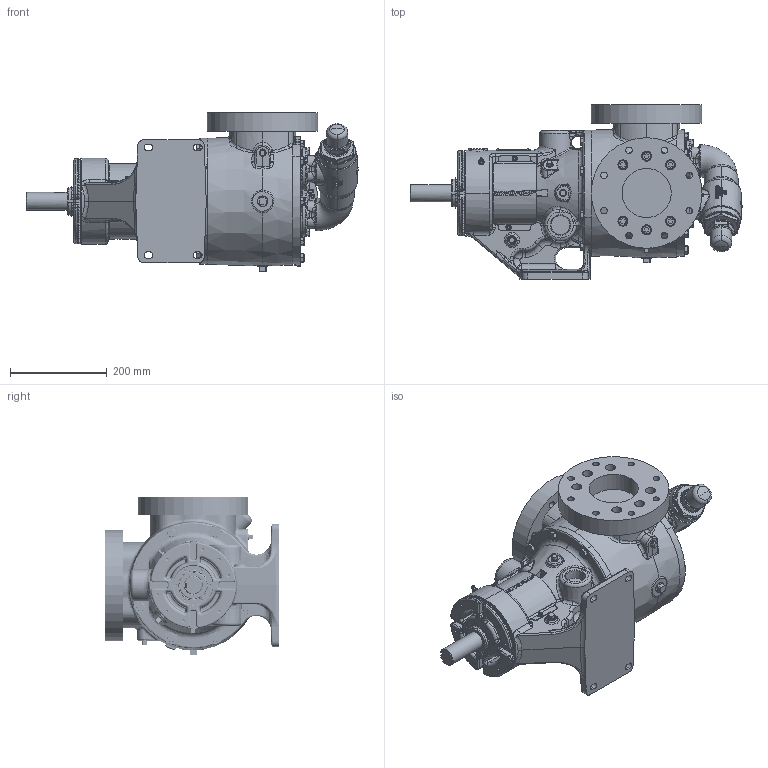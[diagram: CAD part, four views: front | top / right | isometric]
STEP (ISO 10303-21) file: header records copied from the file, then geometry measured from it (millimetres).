
FILE_DESCRIPTION (( 'STEP AP214' ), '1' );
FILE_NAME ('LV-4567.STEP', '2024-04-17T13:06:57', ( '' ), ( '' ), 'SwSTEP 2.0', 'SolidWorks 2022', '' );
FILE_SCHEMA (( 'AUTOMOTIVE_DESIGN' ));
Length unit declared in the file: inch
Products named in the file (1): LV-4567
Bounding box: 686.02 x 360.36 x 326.71 mm (x, y, z)
Volume: 21787981.3 mm3; surface area: 1080006.7 mm2
Topology: 1 solids, 13 shells, 5498 faces, 14080 edges, 8761 vertices
Faces by surface type: plane 1802, bspline 1705, cylinder 1037, cone 714, torus 156, sphere 84
Entity records: 321231 total; most frequent: CARTESIAN_POINT 130347, ORIENTED_EDGE 27862, DIRECTION 20362, EDGE_CURVE 13931, VERTEX_POINT 8754, AXIS2_PLACEMENT_3D 7584, EDGE_LOOP 5873, DIMENSIONAL_EXPONENTS 5501
